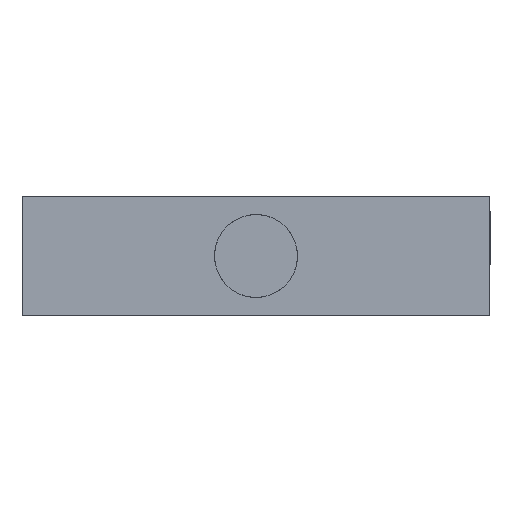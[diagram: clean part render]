
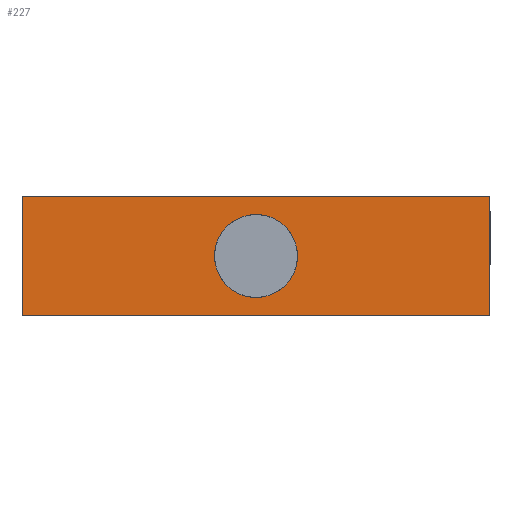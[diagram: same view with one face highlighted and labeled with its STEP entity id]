
A CAD part, left-side view. The second image highlights one B-rep face of the part: STEP entity #227.
In plain terms, the highlighted planar face has unit normal (-1, 0, 0).
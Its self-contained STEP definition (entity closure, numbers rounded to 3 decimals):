
#29 = VECTOR ( 'NONE', #1673, 1000. ) ;
#136 = VECTOR ( 'NONE', #1501, 1000. ) ;
#176 = LINE ( 'NONE', #717, #29 ) ;
#194 = LINE ( 'NONE', #424, #251 ) ;
#201 = EDGE_CURVE ( 'NONE', #1364, #1250, #194, .T. ) ;
#205 = EDGE_CURVE ( 'NONE', #1526, #1250, #1029, .T. ) ;
#227 = ADVANCED_FACE ( 'NONE', ( #272, #380 ), #1392, .F. ) ;
#251 = VECTOR ( 'NONE', #1575, 1000. ) ;
#272 = FACE_BOUND ( 'NONE', #476, .T. ) ;
#273 = VERTEX_POINT ( 'NONE', #1857 ) ;
#322 = ORIENTED_EDGE ( 'NONE', *, *, #201, .T. ) ;
#380 = FACE_OUTER_BOUND ( 'NONE', #1866, .T. ) ;
#424 = CARTESIAN_POINT ( 'NONE',  ( -44.5, 12.7, -36.5 ) ) ;
#450 = DIRECTION ( 'NONE',  ( 0., 1., 0. ) ) ;
#476 = EDGE_LOOP ( 'NONE', ( #667 ) ) ;
#494 = AXIS2_PLACEMENT_3D ( 'NONE', #557, #640, #804 ) ;
#512 = CARTESIAN_POINT ( 'NONE',  ( -44.5, 12.7, -30. ) ) ;
#557 = CARTESIAN_POINT ( 'NONE',  ( -44.5, 0., -33.25 ) ) ;
#620 = CARTESIAN_POINT ( 'NONE',  ( -44.5, 12.7, -30. ) ) ;
#640 = DIRECTION ( 'NONE',  ( -1., 0., 0. ) ) ;
#655 = CARTESIAN_POINT ( 'NONE',  ( -44.5, -12.7, -36.5 ) ) ;
#667 = ORIENTED_EDGE ( 'NONE', *, *, #1448, .F. ) ;
#717 = CARTESIAN_POINT ( 'NONE',  ( -44.5, 12.7, -30. ) ) ;
#764 = ORIENTED_EDGE ( 'NONE', *, *, #1787, .T. ) ;
#804 = DIRECTION ( 'NONE',  ( 0., 0., 1. ) ) ;
#846 = LINE ( 'NONE', #620, #136 ) ;
#872 = DIRECTION ( 'NONE',  ( 1., 0., 0. ) ) ;
#878 = CARTESIAN_POINT ( 'NONE',  ( -44.5, 0., -31. ) ) ;
#1029 = LINE ( 'NONE', #1737, #1280 ) ;
#1250 = VERTEX_POINT ( 'NONE', #655 ) ;
#1280 = VECTOR ( 'NONE', #1716, 1000. ) ;
#1364 = VERTEX_POINT ( 'NONE', #1618 ) ;
#1392 = PLANE ( 'NONE',  #1803 ) ;
#1409 = VERTEX_POINT ( 'NONE', #878 ) ;
#1436 = EDGE_CURVE ( 'NONE', #273, #1526, #846, .T. ) ;
#1448 = EDGE_CURVE ( 'NONE', #1409, #1409, #1677, .T. ) ;
#1463 = ORIENTED_EDGE ( 'NONE', *, *, #1436, .F. ) ;
#1501 = DIRECTION ( 'NONE',  ( 0., -1., 0. ) ) ;
#1526 = VERTEX_POINT ( 'NONE', #1780 ) ;
#1552 = ORIENTED_EDGE ( 'NONE', *, *, #205, .F. ) ;
#1575 = DIRECTION ( 'NONE',  ( 0., -1., 0. ) ) ;
#1618 = CARTESIAN_POINT ( 'NONE',  ( -44.5, 12.7, -36.5 ) ) ;
#1673 = DIRECTION ( 'NONE',  ( 0., 0., -1. ) ) ;
#1677 = CIRCLE ( 'NONE', #494, 2.25 ) ;
#1716 = DIRECTION ( 'NONE',  ( 0., 0., -1. ) ) ;
#1737 = CARTESIAN_POINT ( 'NONE',  ( -44.5, -12.7, -30. ) ) ;
#1780 = CARTESIAN_POINT ( 'NONE',  ( -44.5, -12.7, -30. ) ) ;
#1787 = EDGE_CURVE ( 'NONE', #273, #1364, #176, .T. ) ;
#1803 = AXIS2_PLACEMENT_3D ( 'NONE', #512, #872, #450 ) ;
#1857 = CARTESIAN_POINT ( 'NONE',  ( -44.5, 12.7, -30. ) ) ;
#1866 = EDGE_LOOP ( 'NONE', ( #322, #1552, #1463, #764 ) ) ;
